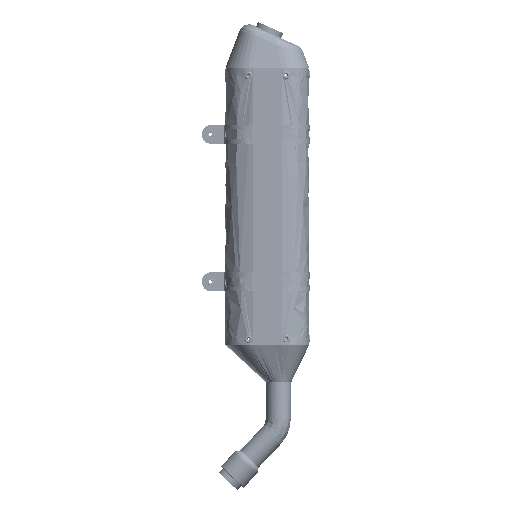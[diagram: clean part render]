
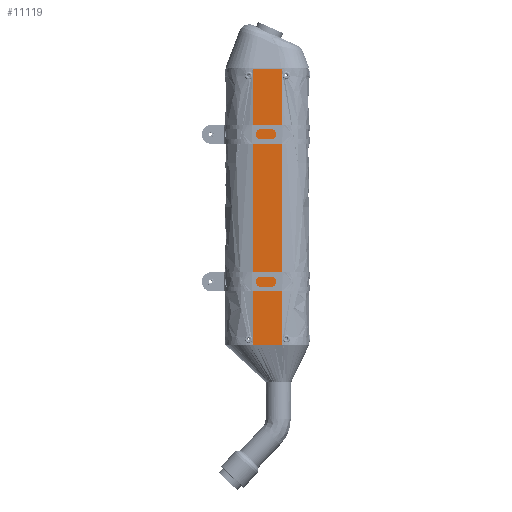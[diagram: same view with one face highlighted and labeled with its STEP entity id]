
A CAD part, left-side view. The second image highlights one B-rep face of the part: STEP entity #11119.
In plain terms, the highlighted free-form (B-spline) face has degree [1, 1] with [2, 2] control points.
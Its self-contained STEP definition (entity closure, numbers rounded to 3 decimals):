
#11119 = ADVANCED_FACE('',(#11120),#11150,.T.);
#11120 = FACE_BOUND('',#11121,.T.);
#11121 = EDGE_LOOP('',(#11122,#11131,#11138,#11145));
#11122 = ORIENTED_EDGE('',*,*,#11123,.T.);
#11123 = EDGE_CURVE('',#11124,#11126,#11128,.T.);
#11124 = VERTEX_POINT('',#11125);
#11125 = CARTESIAN_POINT('',(-61.751,32.657,
    309.266));
#11126 = VERTEX_POINT('',#11127);
#11127 = CARTESIAN_POINT('',(-62.026,-31.987,
    309.266));
#11128 = B_SPLINE_CURVE_WITH_KNOTS('',1,(#11129,#11130),.UNSPECIFIED.,
  .F.,.F.,(2,2),(0.,45.905),.PIECEWISE_BEZIER_KNOTS.);
#11129 = CARTESIAN_POINT('',(-61.751,32.657,
    309.266));
#11130 = CARTESIAN_POINT('',(-62.026,-31.987,
    309.266));
#11131 = ORIENTED_EDGE('',*,*,#11132,.T.);
#11132 = EDGE_CURVE('',#11126,#11133,#11135,.T.);
#11133 = VERTEX_POINT('',#11134);
#11134 = CARTESIAN_POINT('',(-62.026,-31.987,
    -310.344));
#11135 = B_SPLINE_CURVE_WITH_KNOTS('',1,(#11136,#11137),.UNSPECIFIED.,
  .F.,.F.,(2,2),(0.,440.),.PIECEWISE_BEZIER_KNOTS.);
#11136 = CARTESIAN_POINT('',(-62.026,-31.987,
    309.266));
#11137 = CARTESIAN_POINT('',(-62.026,-31.987,
    -310.344));
#11138 = ORIENTED_EDGE('',*,*,#11139,.T.);
#11139 = EDGE_CURVE('',#11133,#11140,#11142,.T.);
#11140 = VERTEX_POINT('',#11141);
#11141 = CARTESIAN_POINT('',(-61.751,32.657,
    -310.344));
#11142 = B_SPLINE_CURVE_WITH_KNOTS('',1,(#11143,#11144),.UNSPECIFIED.,
  .F.,.F.,(2,2),(0.,45.905),.PIECEWISE_BEZIER_KNOTS.);
#11143 = CARTESIAN_POINT('',(-62.026,-31.987,
    -310.344));
#11144 = CARTESIAN_POINT('',(-61.751,32.657,
    -310.344));
#11145 = ORIENTED_EDGE('',*,*,#11146,.T.);
#11146 = EDGE_CURVE('',#11140,#11124,#11147,.T.);
#11147 = B_SPLINE_CURVE_WITH_KNOTS('',1,(#11148,#11149),.UNSPECIFIED.,
  .F.,.F.,(2,2),(0.,440.),.PIECEWISE_BEZIER_KNOTS.);
#11148 = CARTESIAN_POINT('',(-61.751,32.657,
    -310.344));
#11149 = CARTESIAN_POINT('',(-61.751,32.657,
    309.266));
#11150 = B_SPLINE_SURFACE_WITH_KNOTS('',1,1,(
    (#11151,#11152)
    ,(#11153,#11154
    )),.UNSPECIFIED.,.F.,.F.,.F.,(2,2),(2,2),(0.,1.),(0.,1.),
  .PIECEWISE_BEZIER_KNOTS.);
#11151 = CARTESIAN_POINT('',(-62.026,-31.987,
    309.266));
#11152 = CARTESIAN_POINT('',(-61.751,32.657,
    309.266));
#11153 = CARTESIAN_POINT('',(-62.026,-31.987,
    -310.344));
#11154 = CARTESIAN_POINT('',(-61.751,32.657,
    -310.344));
